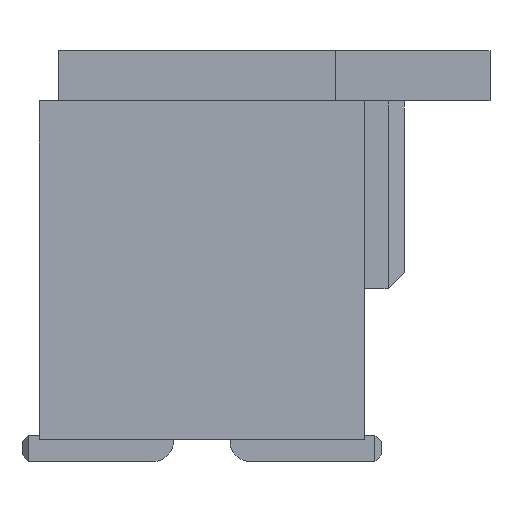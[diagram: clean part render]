
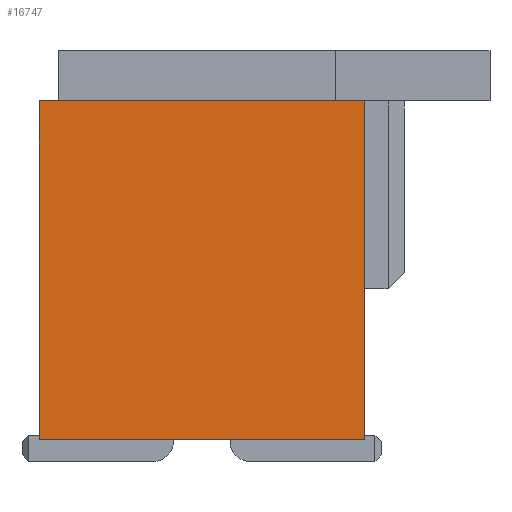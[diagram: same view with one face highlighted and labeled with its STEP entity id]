
A CAD part, left-side view. The second image highlights one B-rep face of the part: STEP entity #16747.
In plain terms, the highlighted planar face has unit normal (-1, 0, 0).
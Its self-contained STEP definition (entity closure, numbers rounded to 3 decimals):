
#2338=ORIENTED_EDGE('',*,*,#4605,.T.);
#2339=ORIENTED_EDGE('',*,*,#4540,.T.);
#2340=ORIENTED_EDGE('',*,*,#3448,.T.);
#2341=ORIENTED_EDGE('',*,*,#3531,.T.);
#3448=EDGE_CURVE('',#5122,#5121,#6163,.T.);
#3531=EDGE_CURVE('',#5121,#5200,#6246,.T.);
#4540=EDGE_CURVE('',#5826,#5122,#7203,.T.);
#4605=EDGE_CURVE('',#5200,#5826,#7268,.T.);
#5121=VERTEX_POINT('',#20837);
#5122=VERTEX_POINT('',#20839);
#5200=VERTEX_POINT('',#21001);
#5826=VERTEX_POINT('',#23054);
#6163=LINE('',#20838,#7784);
#6246=LINE('',#21002,#7867);
#7203=LINE('',#23053,#8824);
#7268=LINE('',#23190,#8889);
#7784=VECTOR('',#17742,1000.);
#7867=VECTOR('',#17829,1000.);
#8824=VECTOR('',#19724,1000.);
#8889=VECTOR('',#19819,1000.);
#9863=EDGE_LOOP('',(#2338,#2339,#2340,#2341));
#10598=FACE_BOUND('',#9863,.T.);
#11281=PLANE('',#17487);
#16747=ADVANCED_FACE('',(#10598),#11281,.T.);
#17487=AXIS2_PLACEMENT_3D('',#23193,#19823,#19824);
#17742=DIRECTION('',(0.,0.,1.));
#17829=DIRECTION('',(0.,1.,0.));
#19724=DIRECTION('',(0.,-1.,0.));
#19819=DIRECTION('',(0.,0.,-1.));
#19823=DIRECTION('',(-1.,0.,0.));
#19824=DIRECTION('',(0.,-1.,0.));
#20837=CARTESIAN_POINT('',(-11.43,-2.5,5.2));
#20838=CARTESIAN_POINT('',(-11.43,-2.5,0.));
#20839=CARTESIAN_POINT('',(-11.43,-2.5,0.));
#21001=CARTESIAN_POINT('',(-11.43,2.5,5.2));
#21002=CARTESIAN_POINT('',(-11.43,-2.5,5.2));
#23053=CARTESIAN_POINT('',(-11.43,2.5,0.));
#23054=CARTESIAN_POINT('',(-11.43,2.5,0.));
#23190=CARTESIAN_POINT('',(-11.43,2.5,5.2));
#23193=CARTESIAN_POINT('',(-11.43,0.,0.));
